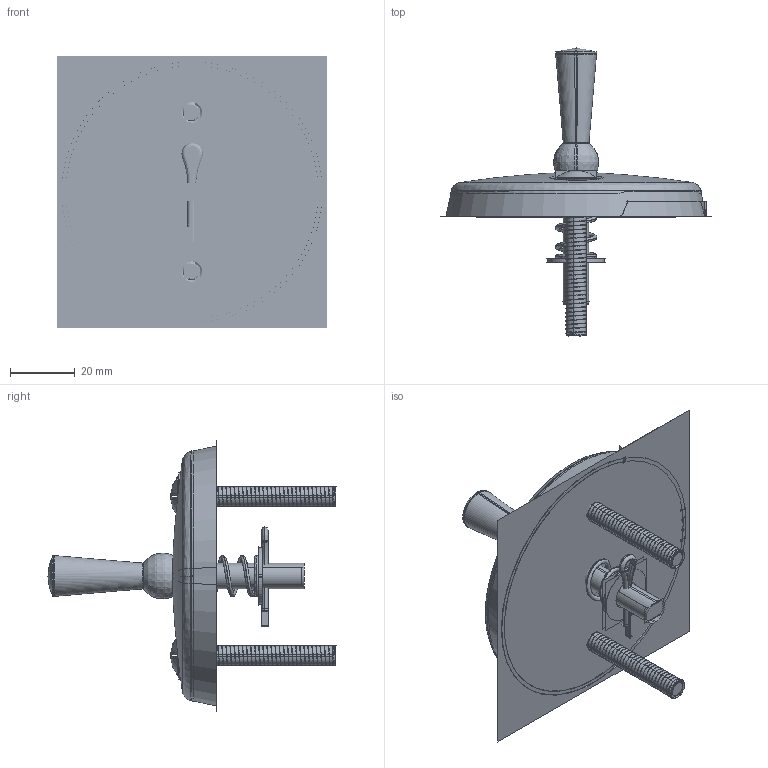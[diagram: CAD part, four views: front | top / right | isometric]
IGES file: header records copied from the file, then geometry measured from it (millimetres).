
Start section:  PTC IGES file: 267_asm.igs
Global section: file name: 267_asm.igs; native system: Creo Parametric by PTC Inc.; preprocessor: 2018400; author: rsmith; organization: Unknown; date: 20211025.103414; units: inch
Bounding box: 83.94 x 89.27 x 84 mm (x, y, z)
Surface area: 336494.5 mm2 (no closed solid volume)
Topology: 0 solids, 0 shells, 778 faces, 9877 edges, 11925 vertices
Faces by surface type: revolution 510, bspline 268
